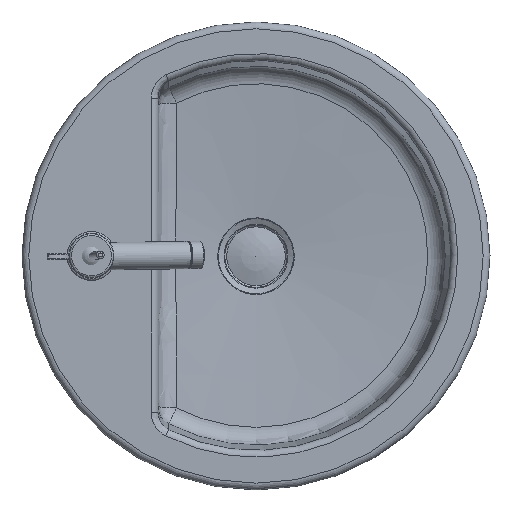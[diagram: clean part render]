
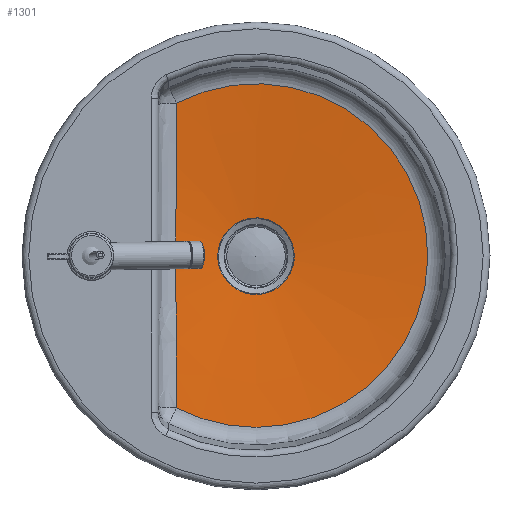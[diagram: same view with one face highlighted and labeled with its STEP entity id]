
A CAD part, top view. The second image highlights one B-rep face of the part: STEP entity #1301.
In plain terms, the highlighted conical face has half-angle 84.994 degrees and reference radius 167.389 mm.
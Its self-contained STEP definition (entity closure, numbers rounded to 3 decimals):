
#797=CARTESIAN_POINT('',(0.,-39.141,45.477));
#798=VERTEX_POINT('',#797);
#806=CARTESIAN_POINT('',(0.,-39.141,45.477));
#807=CARTESIAN_POINT('',(1.455,-39.141,45.477));
#808=CARTESIAN_POINT('',(4.381,-38.978,45.477));
#809=CARTESIAN_POINT('',(8.731,-38.24,45.476));
#810=CARTESIAN_POINT('',(12.257,-37.223,45.474));
#811=CARTESIAN_POINT('',(14.976,-36.185,45.473));
#812=CARTESIAN_POINT('',(17.647,-34.991,45.471));
#813=CARTESIAN_POINT('',(20.867,-33.213,45.469));
#814=CARTESIAN_POINT('',(23.867,-31.083,45.466));
#815=CARTESIAN_POINT('',(26.101,-29.195,45.463));
#816=CARTESIAN_POINT('',(28.216,-27.196,45.461));
#817=CARTESIAN_POINT('',(30.555,-24.581,45.457));
#818=CARTESIAN_POINT('',(32.939,-21.265,45.452));
#819=CARTESIAN_POINT('',(34.568,-18.44,45.448));
#820=CARTESIAN_POINT('',(35.69,-16.109,45.445));
#821=CARTESIAN_POINT('',(36.952,-13.118,45.441));
#822=CARTESIAN_POINT('',(38.016,-9.674,45.436));
#823=CARTESIAN_POINT('',(38.743,-5.823,45.431));
#824=CARTESIAN_POINT('',(39.069,-2.915,45.427));
#825=CARTESIAN_POINT('',(39.177,-0.005,45.423));
#826=CARTESIAN_POINT('',(39.033,3.904,45.418));
#827=CARTESIAN_POINT('',(38.396,8.118,45.412));
#828=CARTESIAN_POINT('',(37.335,11.877,45.407));
#829=CARTESIAN_POINT('',(36.449,14.309,45.403));
#830=CARTESIAN_POINT('',(35.439,16.706,45.4));
#831=CARTESIAN_POINT('',(33.651,20.194,45.395));
#832=CARTESIAN_POINT('',(31.248,23.712,45.39));
#833=CARTESIAN_POINT('',(28.712,26.655,45.386));
#834=CARTESIAN_POINT('',(25.955,29.413,45.382));
#835=CARTESIAN_POINT('',(22.877,31.866,45.379));
#836=CARTESIAN_POINT('',(19.977,33.684,45.376));
#837=CARTESIAN_POINT('',(18.27,34.626,45.375));
#838=CARTESIAN_POINT('',(15.671,35.936,45.373));
#839=CARTESIAN_POINT('',(11.568,37.547,45.371));
#840=CARTESIAN_POINT('',(6.773,38.638,45.369));
#841=CARTESIAN_POINT('',(3.383,39.016,45.368));
#842=CARTESIAN_POINT('',(1.446,39.123,45.368));
#843=CARTESIAN_POINT('',(-1.477,39.177,45.368));
#844=CARTESIAN_POINT('',(-4.906,38.919,45.369));
#845=CARTESIAN_POINT('',(-8.114,38.309,45.369));
#846=CARTESIAN_POINT('',(-10.012,37.849,45.37));
#847=CARTESIAN_POINT('',(-11.576,37.407,45.371));
#848=CARTESIAN_POINT('',(-14.026,36.582,45.372));
#849=CARTESIAN_POINT('',(-17.63,35.062,45.374));
#850=CARTESIAN_POINT('',(-21.318,32.929,45.377));
#851=CARTESIAN_POINT('',(-24.461,30.603,45.38));
#852=CARTESIAN_POINT('',(-27.4,28.07,45.384));
#853=CARTESIAN_POINT('',(-30.405,24.83,45.388));
#854=CARTESIAN_POINT('',(-32.813,21.427,45.393));
#855=CARTESIAN_POINT('',(-34.297,18.903,45.397));
#856=CARTESIAN_POINT('',(-36.298,15.023,45.402));
#857=CARTESIAN_POINT('',(-38.009,10.131,45.409));
#858=CARTESIAN_POINT('',(-38.861,5.059,45.416));
#859=CARTESIAN_POINT('',(-39.102,2.159,45.42));
#860=CARTESIAN_POINT('',(-39.223,-2.226,45.426));
#861=CARTESIAN_POINT('',(-38.72,-6.646,45.432));
#862=CARTESIAN_POINT('',(-37.615,-10.895,45.438));
#863=CARTESIAN_POINT('',(-36.728,-13.666,45.442));
#864=CARTESIAN_POINT('',(-34.76,-18.412,45.448));
#865=CARTESIAN_POINT('',(-31.991,-22.8,45.454));
#866=CARTESIAN_POINT('',(-29.169,-26.13,45.459));
#867=CARTESIAN_POINT('',(-27.157,-28.255,45.462));
#868=CARTESIAN_POINT('',(-24.41,-30.703,45.465));
#869=CARTESIAN_POINT('',(-21.405,-32.827,45.468));
#870=CARTESIAN_POINT('',(-18.881,-34.309,45.47));
#871=CARTESIAN_POINT('',(-15.,-36.308,45.473));
#872=CARTESIAN_POINT('',(-10.817,-37.766,45.475));
#873=CARTESIAN_POINT('',(-6.534,-38.612,45.476));
#874=CARTESIAN_POINT('',(-3.644,-39.019,45.477));
#875=CARTESIAN_POINT('',(-1.455,-39.141,45.477));
#876=CARTESIAN_POINT('',(0.,-39.141,45.477));
#877=B_SPLINE_CURVE_WITH_KNOTS('',3,(#806,#807,#808,#809,#810,#811,#812,#813,#814,#815,#816,#817,#818,#819,#820,#821,#822,#823,#824,#825,#826,#827,#828,#829,#830,#831,#832,#833,#834,#835,#836,#837,#838,#839,#840,#841,#842,#843,#844,#845,#846,#847,#848,#849,#850,#851,#852,#853,#854,#855,#856,#857,#858,#859,#860,#861,#862,#863,#864,#865,#866,#867,#868,#869,#870,#871,#872,#873,#874,#875,#876),.UNSPECIFIED.,.T.,.U.,(4,1,1,1,1,1,1,1,1,1,1,1,1,1,1,1,1,1,1,1,1,1,1,1,1,1,1,1,1,1,1,1,1,1,1,1,1,1,1,1,1,1,1,1,1,1,1,1,1,1,1,1,1,1,1,1,1,1,1,1,1,1,1,1,1,1,1,1,4),(-24.595,-24.156,-23.716,-23.277,-23.058,-22.838,-22.399,-21.96,-21.74,-21.52,-21.081,-20.691,-20.3,-20.105,-19.91,-19.324,-19.032,-18.739,-18.446,-18.153,-17.568,-17.177,-16.982,-16.787,-16.396,-15.811,-15.518,-15.225,-14.64,-14.347,-14.201,-14.054,-13.469,-12.883,-12.59,-12.444,-12.297,-11.712,-11.419,-11.321,-11.126,-10.931,-10.541,-9.955,-9.662,-9.369,-8.784,-8.345,-8.125,-7.905,-7.027,-6.588,-6.368,-6.149,-5.27,-5.051,-4.831,-4.392,-3.514,-3.294,-3.074,-2.635,-2.196,-1.976,-1.757,-0.878,-0.659,-0.439,0.0),.UNSPECIFIED.);
#878=EDGE_CURVE('',#798,#798,#877,.T.);
#1260=CARTESIAN_POINT('',(0.0,0.62,56.656));
#1261=DIRECTION('',(0.0,0.,1.0));
#1262=DIRECTION('',(0.0,-1.0,0.0));
#1263=AXIS2_PLACEMENT_3D('',#1260,#1261,#1262);
#1264=CONICAL_SURFACE('',#1263,167.389,84.994);
#1265=CARTESIAN_POINT('',(-81.116,-155.288,57.388));
#1266=VERTEX_POINT('',#1265);
#1267=CARTESIAN_POINT('',(-81.116,156.527,57.388));
#1268=VERTEX_POINT('',#1267);
#1269=CARTESIAN_POINT('',(-81.116,-155.288,57.388));
#1270=CARTESIAN_POINT('',(-81.177,-140.579,56.248));
#1271=CARTESIAN_POINT('',(-81.285,-118.485,54.584));
#1272=CARTESIAN_POINT('',(-81.481,-88.939,52.572));
#1273=CARTESIAN_POINT('',(-81.655,-66.713,51.224));
#1274=CARTESIAN_POINT('',(-81.844,-44.391,50.115));
#1275=CARTESIAN_POINT('',(-81.991,-24.436,49.446));
#1276=CARTESIAN_POINT('',(-82.058,-6.906,49.172));
#1277=CARTESIAN_POINT('',(-82.058,8.14,49.172));
#1278=CARTESIAN_POINT('',(-82.001,23.165,49.407));
#1279=CARTESIAN_POINT('',(-81.901,38.144,49.855));
#1280=CARTESIAN_POINT('',(-81.781,53.068,50.48));
#1281=CARTESIAN_POINT('',(-81.636,70.418,51.373));
#1282=CARTESIAN_POINT('',(-81.481,90.175,52.572));
#1283=CARTESIAN_POINT('',(-81.285,119.723,54.584));
#1284=CARTESIAN_POINT('',(-81.177,141.818,56.248));
#1285=CARTESIAN_POINT('',(-81.116,156.527,57.388));
#1286=B_SPLINE_CURVE_WITH_KNOTS('',3,(#1269,#1270,#1271,#1272,#1273,#1274,#1275,#1276,#1277,#1278,#1279,#1280,#1281,#1282,#1283,#1284,#1285),.UNSPECIFIED.,.F.,.U.,(4,1,1,1,1,1,1,1,1,1,1,1,1,1,4),(-30.915,-26.499,-24.291,-22.082,-19.874,-17.666,-16.194,-14.722,-13.249,-11.777,-10.305,-8.833,-6.625,-4.416,0.0),.UNSPECIFIED.);
#1287=EDGE_CURVE('',#1266,#1268,#1286,.T.);
#1288=ORIENTED_EDGE('',*,*,#1287,.F.);
#1289=CARTESIAN_POINT('',(0.0,0.62,57.388));
#1290=DIRECTION('',(0.0,0.0,1.0));
#1291=DIRECTION('',(0.0,-1.0,0.0));
#1292=AXIS2_PLACEMENT_3D('',#1289,#1290,#1291);
#1293=CIRCLE('',#1292,175.747);
#1294=EDGE_CURVE('',#1266,#1268,#1293,.T.);
#1295=ORIENTED_EDGE('',*,*,#1294,.T.);
#1296=EDGE_LOOP('',(#1288,#1295));
#1297=FACE_OUTER_BOUND('',#1296,.T.);
#1298=ORIENTED_EDGE('',*,*,#878,.F.);
#1299=EDGE_LOOP('',(#1298));
#1300=FACE_BOUND('',#1299,.T.);
#1301=ADVANCED_FACE('',(#1297,#1300),#1264,.F.);
